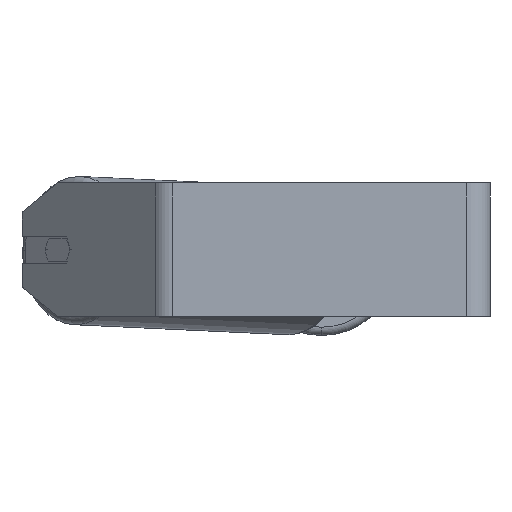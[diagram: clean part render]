
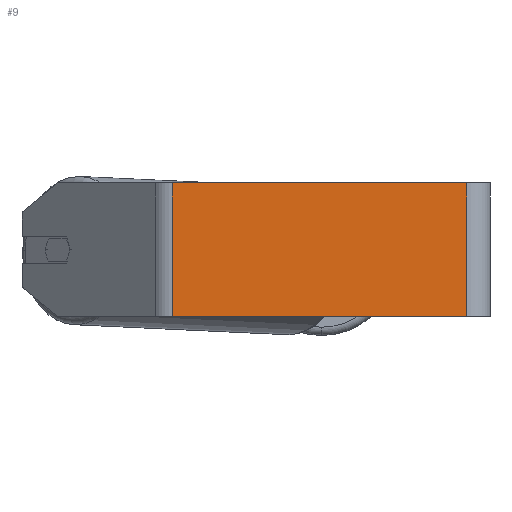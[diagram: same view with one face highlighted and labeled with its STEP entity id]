
A CAD part, left-side view. The second image highlights one B-rep face of the part: STEP entity #9.
In plain terms, the highlighted planar face has unit normal (-1, 0, 0).
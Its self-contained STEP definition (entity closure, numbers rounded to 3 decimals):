
#9 = ADVANCED_FACE ( 'NONE', ( #7227 ), #3822, .F. ) ;
#54 = DIRECTION ( 'NONE',  ( 0., -1., 0. ) ) ;
#57 = VERTEX_POINT ( 'NONE', #5232 ) ;
#65 = CARTESIAN_POINT ( 'NONE',  ( -340., 14., 40. ) ) ;
#118 = DIRECTION ( 'NONE',  ( 1., 0., 0. ) ) ;
#736 = EDGE_CURVE ( 'NONE', #57, #4362, #1083, .T. ) ;
#872 = ORIENTED_EDGE ( 'NONE', *, *, #3176, .F. ) ;
#1083 = LINE ( 'NONE', #1597, #2082 ) ;
#1235 = CARTESIAN_POINT ( 'NONE',  ( -340., 196.299, 40. ) ) ;
#1274 = VECTOR ( 'NONE', #2979, 1000. ) ;
#1458 = ORIENTED_EDGE ( 'NONE', *, *, #736, .T. ) ;
#1597 = CARTESIAN_POINT ( 'NONE',  ( -340., 196.299, -40. ) ) ;
#1637 = DIRECTION ( 'NONE',  ( 0., -1., 0. ) ) ;
#1710 = LINE ( 'NONE', #6980, #1274 ) ;
#1935 = LINE ( 'NONE', #5803, #4744 ) ;
#2082 = VECTOR ( 'NONE', #1637, 1000. ) ;
#2607 = VERTEX_POINT ( 'NONE', #4193 ) ;
#2979 = DIRECTION ( 'NONE',  ( 0., 0., -1. ) ) ;
#3176 = EDGE_CURVE ( 'NONE', #2607, #4589, #1935, .T. ) ;
#3550 = CARTESIAN_POINT ( 'NONE',  ( -340., 14., -40. ) ) ;
#3822 = PLANE ( 'NONE',  #4095 ) ;
#3824 = LINE ( 'NONE', #3946, #4356 ) ;
#3946 = CARTESIAN_POINT ( 'NONE',  ( -340., 14., 40. ) ) ;
#4095 = AXIS2_PLACEMENT_3D ( 'NONE', #1235, #118, #6420 ) ;
#4193 = CARTESIAN_POINT ( 'NONE',  ( -340., 190.5, 40. ) ) ;
#4356 = VECTOR ( 'NONE', #6464, 1000. ) ;
#4362 = VERTEX_POINT ( 'NONE', #3550 ) ;
#4589 = VERTEX_POINT ( 'NONE', #65 ) ;
#4744 = VECTOR ( 'NONE', #54, 1000. ) ;
#5232 = CARTESIAN_POINT ( 'NONE',  ( -340., 190.5, -40. ) ) ;
#5796 = EDGE_CURVE ( 'NONE', #4589, #4362, #3824, .T. ) ;
#5803 = CARTESIAN_POINT ( 'NONE',  ( -340., 196.299, 40. ) ) ;
#6368 = ORIENTED_EDGE ( 'NONE', *, *, #7982, .T. ) ;
#6420 = DIRECTION ( 'NONE',  ( 0., 0., -1. ) ) ;
#6464 = DIRECTION ( 'NONE',  ( 0., 0., -1. ) ) ;
#6556 = EDGE_LOOP ( 'NONE', ( #1458, #8049, #872, #6368 ) ) ;
#6980 = CARTESIAN_POINT ( 'NONE',  ( -340., 190.5, 40. ) ) ;
#7227 = FACE_OUTER_BOUND ( 'NONE', #6556, .T. ) ;
#7982 = EDGE_CURVE ( 'NONE', #2607, #57, #1710, .T. ) ;
#8049 = ORIENTED_EDGE ( 'NONE', *, *, #5796, .F. ) ;
